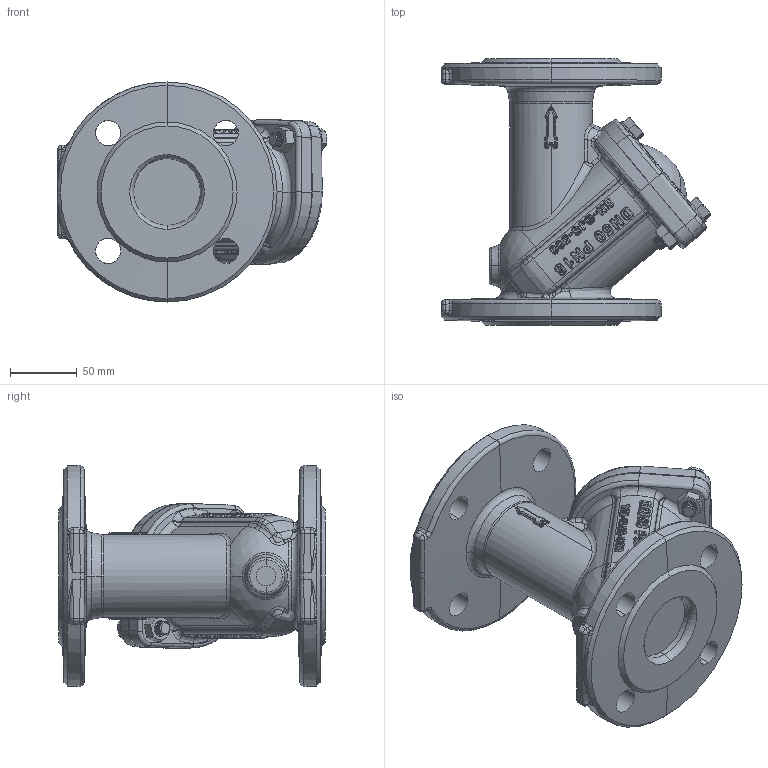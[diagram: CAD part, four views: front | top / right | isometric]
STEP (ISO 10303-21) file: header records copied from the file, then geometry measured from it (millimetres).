
FILE_DESCRIPTION (( 'STEP AP214' ), '1' );
FILE_NAME ('VALV RET BOLA FL DN50 PN16.STEP', '2014-09-29T16:16:58', ( '' ), ( '' ), 'SwSTEP 2.0', 'SolidWorks 2014', '' );
FILE_SCHEMA (( 'AUTOMOTIVE_DESIGN' ));
Products named in the file (1): VALV RET BOLA FL DN50 PN16
Bounding box: 202.46 x 200 x 165 mm (x, y, z)
Volume: 1821993.2 mm3; surface area: 172017.5 mm2
Topology: 1 solids, 1 shells, 1618 faces, 4115 edges, 2566 vertices
Faces by surface type: bspline 817, cone 273, cylinder 261, plane 190, torus 39, sphere 38
Entity records: 115331 total; most frequent: CARTESIAN_POINT 83316, ORIENTED_EDGE 8210, DIRECTION 4172, EDGE_CURVE 4105, VERTEX_POINT 2566, B_SPLINE_CURVE_WITH_KNOTS 2356, EDGE_LOOP 1719, AXIS2_PLACEMENT_3D 1712
